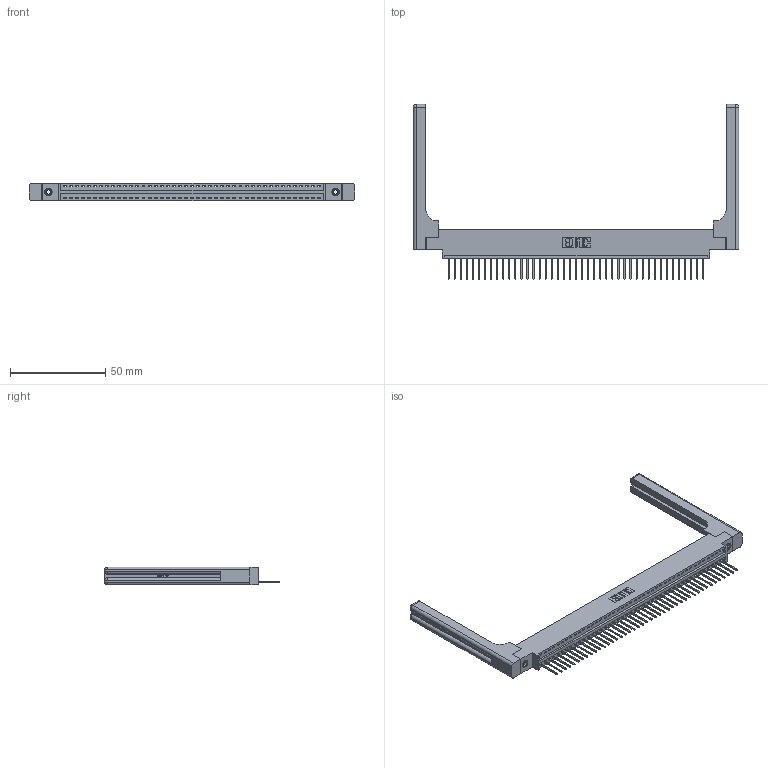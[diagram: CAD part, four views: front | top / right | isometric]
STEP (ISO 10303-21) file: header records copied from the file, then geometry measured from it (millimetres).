
FILE_DESCRIPTION (( 'STEP AP203' ), '1' );
FILE_NAME ('396-043-522-658.STEP', '2019-10-27T22:42:24', ( '' ), ( '' ), 'SwSTEP 2.0', 'SolidWorks 2016', '' );
FILE_SCHEMA (( 'CONFIG_CONTROL_DESIGN' ));
Length unit declared in the file: inch
Products named in the file (5): 346 Part_0.170 Offset - 0.156 Dia-TH; 345-292-001_345-293-122; 396-043-522-658; 346-220-058_345-220-058; 345-250-001_345-250-001-102
Assembly tree (48 placements, depth 2):
  396-043-522-658
    346 Part_0.170 Offset - 0.156 Dia-TH
    345-292-001_345-293-122  x43
    345-250-001_345-250-001-102  x2
    346-220-058_345-220-058  x2
Bounding box: 170.59 x 91.69 x 9.4 mm (x, y, z)
Volume: 23704.9 mm3; surface area: 25730 mm2
Topology: 48 solids, 48 shells, 2876 faces, 8575 edges, 5638 vertices
Faces by surface type: plane 1948, cylinder 868, bspline 36, cone 12, sphere 8, torus 4
Entity records: 31884 total; most frequent: CARTESIAN_POINT 6446, ORIENTED_EDGE 5220, DIRECTION 4616, EDGE_CURVE 2610, VECTOR 2214, LINE 2214, VERTEX_POINT 1730, AXIS2_PLACEMENT_3D 1201
